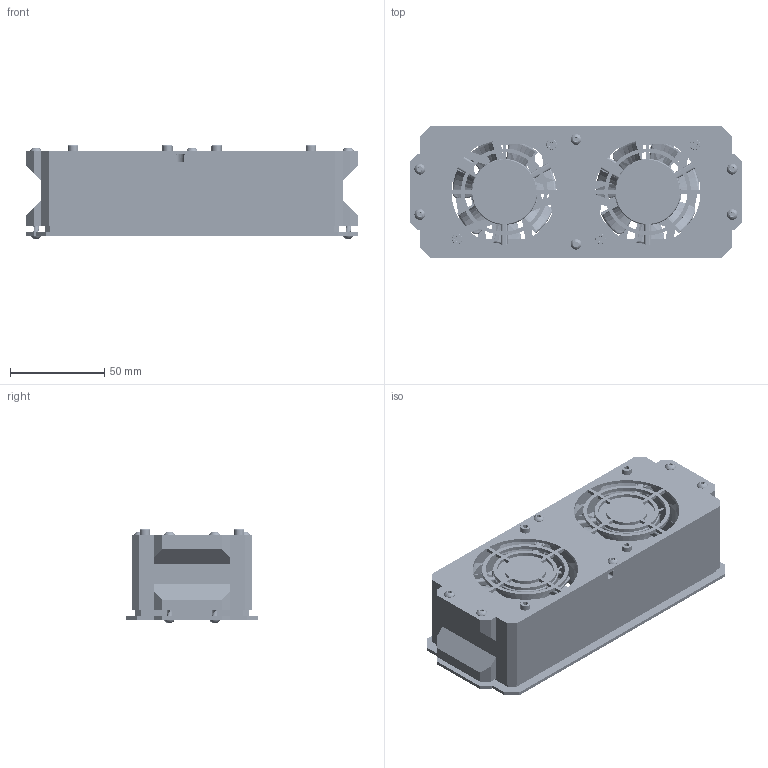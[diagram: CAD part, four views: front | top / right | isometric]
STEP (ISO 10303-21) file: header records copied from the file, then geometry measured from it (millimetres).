
FILE_DESCRIPTION(/* description */ (''),/* implementation_level */ '2;1');
FILE_NAME(/* name */ '88c6f644-8dd1-4e96-8d9f-56c2e0494dc7.stp',/* time_stamp */ '2021-01-26T11:50:23+00:00',/* author */ (''),/* organization */ (''),/* preprocessor_version */ 'ST-DEVELOPER v18.1',/* originating_system */ 'Autodesk Translation Framework v9.7.1.1290',/* authorisation */ '');
FILE_SCHEMA (('AUTOMOTIVE_DESIGN { 1 0 10303 214 3 1 1 }'));
Products named in the file (16): Exhaust; 6020 Fan; 6020 Fan_1; 6020 Impeller; 6020 Housing; Exhaust Fan Cover; Main Body; Inside Cover; Back Cover; Fan Protection; Screws/Fasteners; M3x8 BHCS; M3x12 SHCS; M3 Hex Nut; M3 Threaded Insert; M3x6 BHCS
Assembly tree (40 placements, depth 3):
  Exhaust
    6020 Fan
      6020 Impeller
      6020 Housing
    6020 Fan_1
      6020 Impeller
      6020 Housing
    Exhaust Fan Cover
      Main Body
      Inside Cover
      Back Cover
      Fan Protection
    Screws/Fasteners
      M3 Threaded Insert  x8
      M3x12 SHCS  x4
      M3x6 BHCS  x4
      M3x8 BHCS  x4
      M3 Hex Nut  x4
    M3 Threaded Insert  x2
    M3x6 BHCS  x2
Bounding box: 176 x 69.6 x 49.45 mm (x, y, z)
Volume: 129585.8 mm3; surface area: 136350 mm2
Topology: 36 solids, 36 shells, 3033 faces, 8331 edges, 5457 vertices
Faces by surface type: cylinder 1082, bspline 932, plane 703, cone 266, torus 40, sphere 10
Full cylindrical faces by diameter (mm): 2.35 x224, 2.9 x10, 3 x234, 3.4 x14, 4.2 x10, 4.25 x10, 4.5 x8, 4.6 x10, 4.8 x10, 5.5 x4, 5.7 x10, 23.151 x2, 30.85 x2, 35 x2, 57.5 x2
Entity records: 51977 total; most frequent: CARTESIAN_POINT 27725, ORIENTED_EDGE 5322, DIRECTION 4313, EDGE_CURVE 2661, VERTEX_POINT 1742, AXIS2_PLACEMENT_3D 1495, LINE 1323, VECTOR 1323
